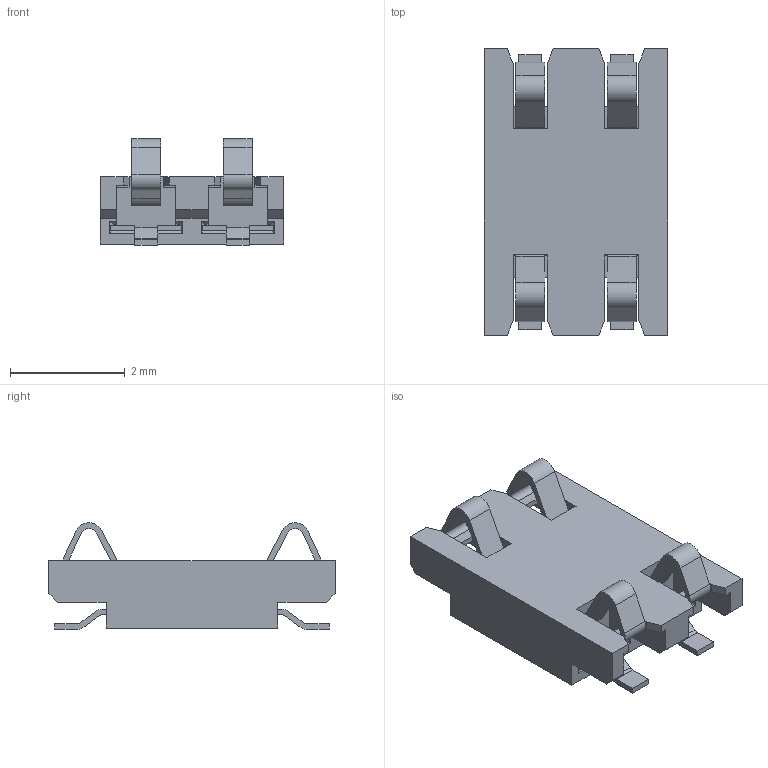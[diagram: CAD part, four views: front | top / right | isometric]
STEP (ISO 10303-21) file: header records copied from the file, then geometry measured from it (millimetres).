
FILE_DESCRIPTION((''),'2;1');
FILE_NAME('C-2199172-1','2014-10-16T',('workeradm'),('Tyco Electronics Ltd.'),'PRO/ENGINEER BY PARAMETRIC TECHNOLOGY CORPORATION, 2014090','PRO/ENGINEER BY PARAMETRIC TECHNOLOGY CORPORATION, 2014090','');
FILE_SCHEMA(('AUTOMOTIVE_DESIGN { 1 0 10303 214 1 1 1 1 }'));
Length unit declared in the file: millimetre
Products named in the file (1): C-2199172-1
Bounding box: 3.2 x 5 x 1.86 mm (x, y, z)
Volume: 12.6 mm3; surface area: 70.9 mm2
Topology: 1 solids, 1 shells, 240 faces, 702 edges, 468 vertices
Faces by surface type: plane 200, cylinder 40
Entity records: 8042 total; most frequent: CARTESIAN_POINT 1412, ORIENTED_EDGE 1404, DIRECTION 1262, EDGE_CURVE 702, VECTOR 622, LINE 622, VERTEX_POINT 468, AXIS2_PLACEMENT_3D 320
